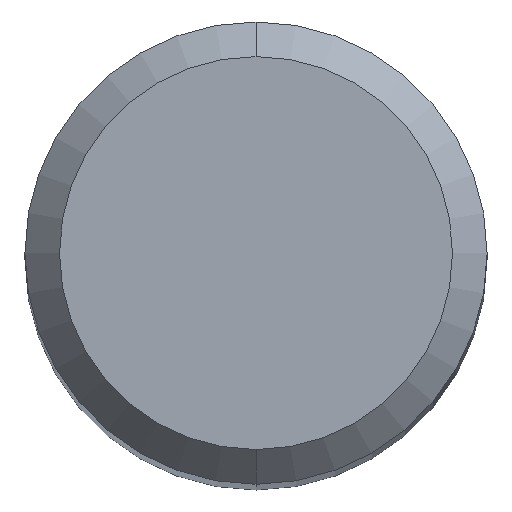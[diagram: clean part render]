
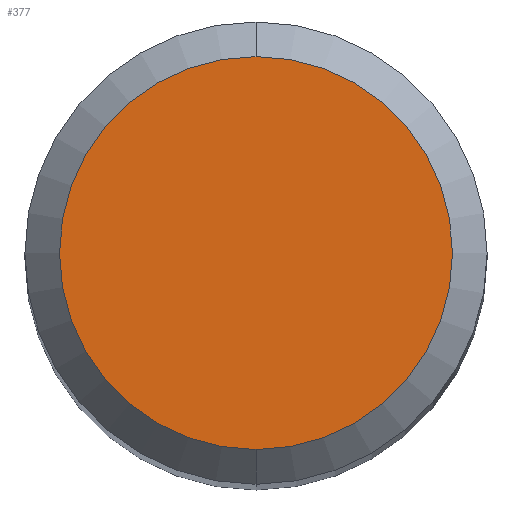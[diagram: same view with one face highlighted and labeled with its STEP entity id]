
A CAD part, top view. The second image highlights one B-rep face of the part: STEP entity #377.
In plain terms, the highlighted planar face has unit normal (0, 0, 1).
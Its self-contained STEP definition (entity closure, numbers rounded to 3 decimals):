
#193=EDGE_CURVE('',#217,#455,#502,.T.);
#217=VERTEX_POINT('',#530);
#325=EDGE_CURVE('',#455,#217,#649,.T.);
#377=ADVANCED_FACE('',(#703),#704,.T.);
#455=VERTEX_POINT('',#792);
#502=CIRCLE('',#847,1.7);
#530=CARTESIAN_POINT('',(0.,-1.7,0.));
#649=CIRCLE('',#1158,1.7);
#703=FACE_OUTER_BOUND('',#1305,.T.);
#704=PLANE('',#1306);
#792=CARTESIAN_POINT('',(0.0,1.7,0.));
#847=AXIS2_PLACEMENT_3D('',#1466,#1467,#1468);
#1158=AXIS2_PLACEMENT_3D('',#1641,#1642,#1643);
#1305=EDGE_LOOP('',(#1684,#1685));
#1306=AXIS2_PLACEMENT_3D('',#1686,#1687,#1688);
#1466=CARTESIAN_POINT('',(0.0,0.0,0.));
#1467=DIRECTION('',(0.0,0.0,-1.0));
#1468=DIRECTION('',(0.0,1.0,0.0));
#1641=CARTESIAN_POINT('',(0.0,0.0,0.));
#1642=DIRECTION('',(0.0,0.0,-1.0));
#1643=DIRECTION('',(0.0,1.0,0.0));
#1684=ORIENTED_EDGE('',*,*,#325,.F.);
#1685=ORIENTED_EDGE('',*,*,#193,.F.);
#1686=CARTESIAN_POINT('',(0.0,0.85,0.));
#1687=DIRECTION('',(-0.0,0.0,1.0));
#1688=DIRECTION('',(0.0,-1.0,0.0));
